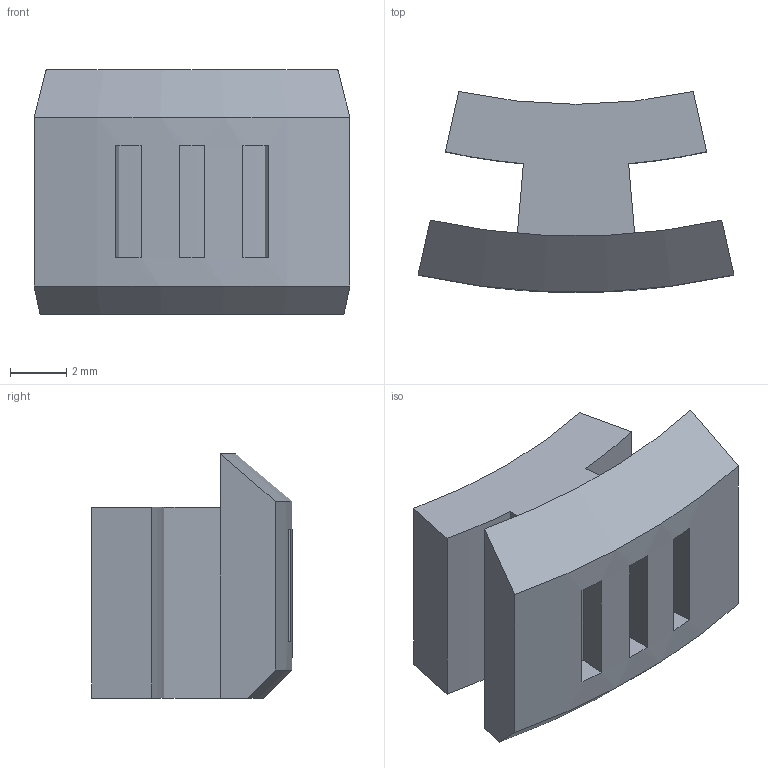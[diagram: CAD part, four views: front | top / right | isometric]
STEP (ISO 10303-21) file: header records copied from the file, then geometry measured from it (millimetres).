
FILE_DESCRIPTION(('STEP AP242'), '1');
FILE_NAME('PowerSwitchCap', '', ('UNSPECIFIED'), ('UNSPECIFIED'), 'C3D Converter', 'C3D Toolkit', '');
FILE_SCHEMA(('AP242_MANAGED_MODEL_BASED_3D_ENGINEERING_MIM_LF { 1 0 10303 442 1 1 4 }'));
Length unit declared in the file: millimetre
Bounding box: 11.25 x 7.16 x 8.7 mm (x, y, z)
Volume: 341.7 mm3; surface area: 494.9 mm2
Topology: 1 solids, 1 shells, 35 faces, 87 edges, 58 vertices
Faces by surface type: plane 25, cylinder 8, cone 2
Entity records: 1088 total; most frequent: DIRECTION 186, CARTESIAN_POINT 181, ORIENTED_EDGE 174, EDGE_CURVE 87, AXIS2_PLACEMENT_3D 63, LINE 60, VECTOR 60, VERTEX_POINT 58
